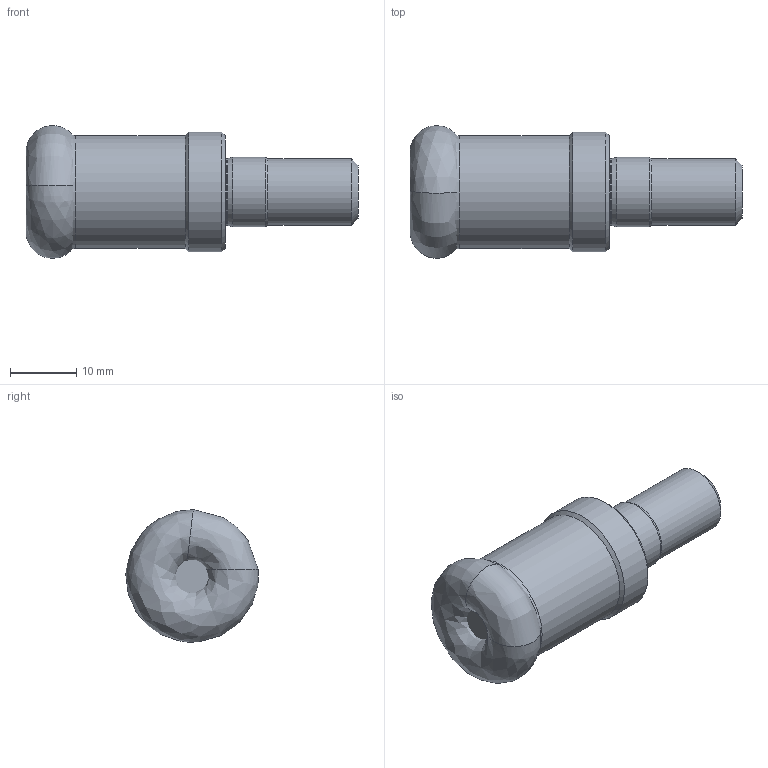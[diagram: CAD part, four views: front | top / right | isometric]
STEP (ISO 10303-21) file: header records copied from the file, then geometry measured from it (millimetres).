
FILE_DESCRIPTION(/* description */ (''),/* implementation_level */ '2;1');
FILE_NAME(/* name */ 'AEMR-RD08T2-D20-M10-L30-Z03-H.stp',/* time_stamp */ '2023-10-19T20:18:19+03:00',/* author */ (''),/* organization */ (''),/* preprocessor_version */ 'ST-DEVELOPER v19.4',/* originating_system */ 'SIEMENS PLM Software NX2306.5001',/* authorisation */ '');
FILE_SCHEMA (('AUTOMOTIVE_DESIGN { 1 0 10303 214 3 1 1 1 }'));
Length unit declared in the file: millimetre
Products named in the file (1): AEMR-RD08T2-D20-M10-L30-Z03-H-LIGHT_x_t_objects
Bounding box: 50 x 19.96 x 19.99 mm (x, y, z)
Volume: 10249.8 mm3; surface area: 3631.5 mm2
Topology: 2 solids, 2 shells, 20 faces, 37 edges, 20 vertices
Faces by surface type: cone 7, cylinder 5, plane 3, torus 2, bspline 2, revolution 1
Full cylindrical faces by diameter (mm): 10 x1, 10.1 x1, 10.5 x1, 17 x1, 18 x1
Entity records: 559 total; most frequent: CARTESIAN_POINT 190, DIRECTION 75, EDGE_LOOP 38, ORIENTED_EDGE 38, AXIS2_PLACEMENT_3D 37, FACE_BOUND 36, ADVANCED_FACE 20, VERTEX_POINT 19
